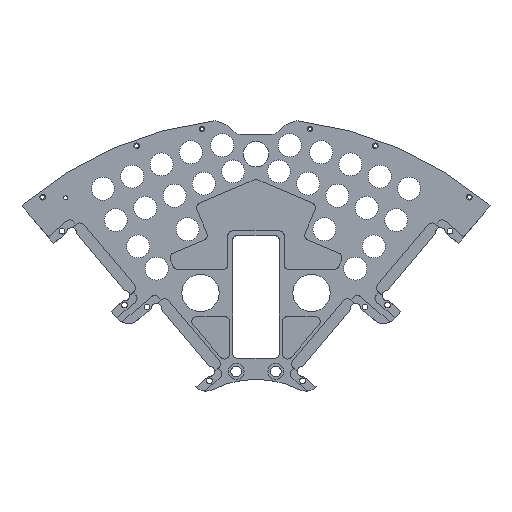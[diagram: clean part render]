
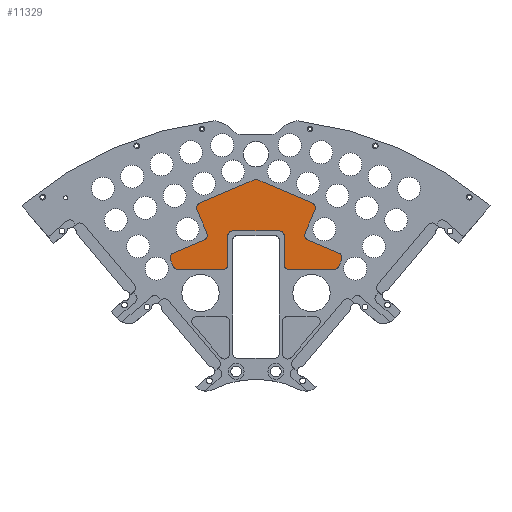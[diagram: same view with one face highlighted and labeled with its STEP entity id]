
A CAD part, top view. The second image highlights one B-rep face of the part: STEP entity #11329.
In plain terms, the highlighted planar face has unit normal (0, 0, 1).
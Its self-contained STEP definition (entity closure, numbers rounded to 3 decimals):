
#4100=DIRECTION('',(-0.92,-0.391,0.));
#4101=VECTOR('',#4100,37.276);
#4102=CARTESIAN_POINT('',(-1.242,186.229,-4.35));
#4103=LINE('',#4102,#4101);
#4104=CARTESIAN_POINT('',(0.,183.307,-4.35));
#4105=DIRECTION('',(0.,0.,1.));
#4106=DIRECTION('',(0.391,0.92,0.));
#4107=AXIS2_PLACEMENT_3D('',#4104,#4105,#4106);
#4109=DIRECTION('',(-0.92,0.391,0.));
#4110=VECTOR('',#4109,37.276);
#4111=CARTESIAN_POINT('',(35.547,171.646,-4.35));
#4112=LINE('',#4111,#4110);
#4113=CARTESIAN_POINT('',(34.305,168.724,-4.35));
#4114=DIRECTION('',(0.,0.,1.));
#4115=DIRECTION('',(0.92,-0.391,0.));
#4116=AXIS2_PLACEMENT_3D('',#4113,#4114,#4115);
#4118=DIRECTION('',(0.391,0.92,0.));
#4119=VECTOR('',#4118,16.103);
#4120=CARTESIAN_POINT('',(30.927,152.662,-4.35));
#4121=LINE('',#4120,#4119);
#4122=CARTESIAN_POINT('',(33.849,151.42,-4.35));
#4123=DIRECTION('',(0.,0.,-1.));
#4124=DIRECTION('',(-0.391,-0.92,0.));
#4125=AXIS2_PLACEMENT_3D('',#4122,#4123,#4124);
#4127=DIRECTION('',(-0.92,0.391,0.));
#4128=VECTOR('',#4127,21.315);
#4129=CARTESIAN_POINT('',(52.223,140.159,-4.35));
#4130=LINE('',#4129,#4128);
#4131=CARTESIAN_POINT('',(50.981,137.237,-4.35));
#4132=DIRECTION('',(0.,0.,1.));
#4133=DIRECTION('',(0.92,-0.391,0.));
#4134=AXIS2_PLACEMENT_3D('',#4131,#4132,#4133);
#4136=DIRECTION('',(0.391,0.92,0.));
#4137=VECTOR('',#4136,4.685);
#4138=CARTESIAN_POINT('',(52.07,131.683,-4.35));
#4139=LINE('',#4138,#4137);
#4140=CARTESIAN_POINT('',(49.148,132.925,-4.35));
#4141=DIRECTION('',(0.,0.,1.));
#4142=DIRECTION('',(0.,-1.,0.));
#4143=AXIS2_PLACEMENT_3D('',#4140,#4141,#4142);
#4145=DIRECTION('',(1.,0.,0.));
#4146=VECTOR('',#4145,28.223);
#4147=CARTESIAN_POINT('',(20.925,129.75,-4.35));
#4148=LINE('',#4147,#4146);
#4149=CARTESIAN_POINT('',(20.925,132.925,-4.35));
#4150=DIRECTION('',(0.,0.,1.));
#4151=DIRECTION('',(-1.,0.,0.));
#4152=AXIS2_PLACEMENT_3D('',#4149,#4150,#4151);
#4154=DIRECTION('',(0.,-1.,0.));
#4155=VECTOR('',#4154,18.1);
#4156=CARTESIAN_POINT('',(17.75,151.025,-4.35));
#4157=LINE('',#4156,#4155);
#4158=CARTESIAN_POINT('',(14.575,151.025,-4.35));
#4159=DIRECTION('',(0.,0.,-1.));
#4160=DIRECTION('',(0.,1.,0.));
#4161=AXIS2_PLACEMENT_3D('',#4158,#4159,#4160);
#4163=DIRECTION('',(1.,0.,0.));
#4164=VECTOR('',#4163,29.15);
#4165=CARTESIAN_POINT('',(-14.575,154.2,-4.35));
#4166=LINE('',#4165,#4164);
#4167=CARTESIAN_POINT('',(-14.575,151.025,-4.35));
#4168=DIRECTION('',(0.,0.,-1.));
#4169=DIRECTION('',(-1.,0.,0.));
#4170=AXIS2_PLACEMENT_3D('',#4167,#4168,#4169);
#4172=DIRECTION('',(0.,1.,0.));
#4173=VECTOR('',#4172,18.1);
#4174=CARTESIAN_POINT('',(-17.75,132.925,-4.35));
#4175=LINE('',#4174,#4173);
#4176=CARTESIAN_POINT('',(-20.925,132.925,-4.35));
#4177=DIRECTION('',(0.,0.,1.));
#4178=DIRECTION('',(0.,-1.,0.));
#4179=AXIS2_PLACEMENT_3D('',#4176,#4177,#4178);
#4181=DIRECTION('',(1.,0.,0.));
#4182=VECTOR('',#4181,28.223);
#4183=CARTESIAN_POINT('',(-49.148,129.75,-4.35));
#4184=LINE('',#4183,#4182);
#4185=CARTESIAN_POINT('',(-49.148,132.925,-4.35));
#4186=DIRECTION('',(0.,0.,1.));
#4187=DIRECTION('',(-0.92,-0.391,0.));
#4188=AXIS2_PLACEMENT_3D('',#4185,#4186,#4187);
#4190=DIRECTION('',(0.391,-0.92,0.));
#4191=VECTOR('',#4190,4.685);
#4192=CARTESIAN_POINT('',(-53.903,135.995,-4.35));
#4193=LINE('',#4192,#4191);
#4194=CARTESIAN_POINT('',(-50.981,137.237,-4.35));
#4195=DIRECTION('',(0.,0.,1.));
#4196=DIRECTION('',(-0.391,0.92,0.));
#4197=AXIS2_PLACEMENT_3D('',#4194,#4195,#4196);
#4199=DIRECTION('',(-0.92,-0.391,0.));
#4200=VECTOR('',#4199,21.315);
#4201=CARTESIAN_POINT('',(-32.607,148.498,-4.35));
#4202=LINE('',#4201,#4200);
#4203=CARTESIAN_POINT('',(-33.849,151.42,-4.35));
#4204=DIRECTION('',(0.,0.,-1.));
#4205=DIRECTION('',(0.92,0.391,0.));
#4206=AXIS2_PLACEMENT_3D('',#4203,#4204,#4205);
#4208=DIRECTION('',(0.391,-0.92,0.));
#4209=VECTOR('',#4208,16.103);
#4210=CARTESIAN_POINT('',(-37.227,167.482,-4.35));
#4211=LINE('',#4210,#4209);
#4212=CARTESIAN_POINT('',(-34.305,168.724,-4.35));
#4213=DIRECTION('',(0.,0.,1.));
#4214=DIRECTION('',(-0.391,0.92,0.));
#4215=AXIS2_PLACEMENT_3D('',#4212,#4213,#4214);
#5351=CARTESIAN_POINT('',(-1.242,186.229,-4.35));
#5352=CARTESIAN_POINT('',(-35.547,171.646,-4.35));
#5353=VERTEX_POINT('',#5351);
#5354=VERTEX_POINT('',#5352);
#5355=CARTESIAN_POINT('',(-37.227,167.482,-4.35));
#5356=VERTEX_POINT('',#5355);
#5357=CARTESIAN_POINT('',(-30.927,152.662,-4.35));
#5358=VERTEX_POINT('',#5357);
#5359=CARTESIAN_POINT('',(-32.607,148.498,-4.35));
#5360=VERTEX_POINT('',#5359);
#5361=CARTESIAN_POINT('',(-52.223,140.159,-4.35));
#5362=VERTEX_POINT('',#5361);
#5363=CARTESIAN_POINT('',(-53.903,135.995,-4.35));
#5364=VERTEX_POINT('',#5363);
#5365=CARTESIAN_POINT('',(-52.07,131.683,-4.35));
#5366=VERTEX_POINT('',#5365);
#5367=CARTESIAN_POINT('',(-49.148,129.75,-4.35));
#5368=VERTEX_POINT('',#5367);
#5369=CARTESIAN_POINT('',(-20.925,129.75,-4.35));
#5370=VERTEX_POINT('',#5369);
#5371=CARTESIAN_POINT('',(-17.75,132.925,-4.35));
#5372=VERTEX_POINT('',#5371);
#5373=CARTESIAN_POINT('',(-17.75,151.025,-4.35));
#5374=VERTEX_POINT('',#5373);
#5375=CARTESIAN_POINT('',(-14.575,154.2,-4.35));
#5376=VERTEX_POINT('',#5375);
#5377=CARTESIAN_POINT('',(14.575,154.2,-4.35));
#5378=VERTEX_POINT('',#5377);
#5379=CARTESIAN_POINT('',(17.75,151.025,-4.35));
#5380=VERTEX_POINT('',#5379);
#5381=CARTESIAN_POINT('',(17.75,132.925,-4.35));
#5382=VERTEX_POINT('',#5381);
#5383=CARTESIAN_POINT('',(20.925,129.75,-4.35));
#5384=VERTEX_POINT('',#5383);
#5385=CARTESIAN_POINT('',(49.148,129.75,-4.35));
#5386=VERTEX_POINT('',#5385);
#5387=CARTESIAN_POINT('',(52.07,131.683,-4.35));
#5388=VERTEX_POINT('',#5387);
#5389=CARTESIAN_POINT('',(53.903,135.995,-4.35));
#5390=VERTEX_POINT('',#5389);
#5391=CARTESIAN_POINT('',(52.223,140.159,-4.35));
#5392=VERTEX_POINT('',#5391);
#5393=CARTESIAN_POINT('',(32.607,148.498,-4.35));
#5394=VERTEX_POINT('',#5393);
#5395=CARTESIAN_POINT('',(30.927,152.662,-4.35));
#5396=VERTEX_POINT('',#5395);
#5397=CARTESIAN_POINT('',(37.227,167.482,-4.35));
#5398=VERTEX_POINT('',#5397);
#5399=CARTESIAN_POINT('',(35.547,171.646,-4.35));
#5400=VERTEX_POINT('',#5399);
#5401=CARTESIAN_POINT('',(1.242,186.229,-4.35));
#5402=VERTEX_POINT('',#5401);
#11296=CARTESIAN_POINT('',(0.,0.,-4.35));
#11297=DIRECTION('',(0.,0.,1.));
#11298=DIRECTION('',(1.,0.,0.));
#11299=AXIS2_PLACEMENT_3D('',#11296,#11297,#11298);
#11300=PLANE('',#11299);
#11301=ORIENTED_EDGE('',*,*,#10940,.F.);
#11302=ORIENTED_EDGE('',*,*,#10955,.F.);
#11303=ORIENTED_EDGE('',*,*,#10969,.F.);
#11304=ORIENTED_EDGE('',*,*,#10983,.F.);
#11305=ORIENTED_EDGE('',*,*,#10997,.F.);
#11306=ORIENTED_EDGE('',*,*,#11011,.F.);
#11307=ORIENTED_EDGE('',*,*,#11025,.F.);
#11308=ORIENTED_EDGE('',*,*,#11039,.F.);
#11309=ORIENTED_EDGE('',*,*,#11053,.F.);
#11310=ORIENTED_EDGE('',*,*,#11067,.F.);
#11311=ORIENTED_EDGE('',*,*,#11081,.F.);
#11312=ORIENTED_EDGE('',*,*,#11095,.F.);
#11313=ORIENTED_EDGE('',*,*,#11109,.F.);
#11314=ORIENTED_EDGE('',*,*,#11123,.F.);
#11315=ORIENTED_EDGE('',*,*,#11137,.F.);
#11316=ORIENTED_EDGE('',*,*,#11151,.F.);
#11317=ORIENTED_EDGE('',*,*,#11165,.F.);
#11318=ORIENTED_EDGE('',*,*,#11179,.F.);
#11319=ORIENTED_EDGE('',*,*,#11193,.F.);
#11320=ORIENTED_EDGE('',*,*,#11207,.F.);
#11321=ORIENTED_EDGE('',*,*,#11221,.F.);
#11322=ORIENTED_EDGE('',*,*,#11235,.F.);
#11323=ORIENTED_EDGE('',*,*,#11249,.F.);
#11324=ORIENTED_EDGE('',*,*,#11263,.F.);
#11325=ORIENTED_EDGE('',*,*,#11277,.F.);
#11326=ORIENTED_EDGE('',*,*,#11290,.F.);
#11327=EDGE_LOOP('',(#11301,#11302,#11303,#11304,#11305,#11306,#11307,#11308,
#11309,#11310,#11311,#11312,#11313,#11314,#11315,#11316,#11317,#11318,#11319,
#11320,#11321,#11322,#11323,#11324,#11325,#11326));
#11328=FACE_OUTER_BOUND('',#11327,.F.);
#11329=ADVANCED_FACE('',(#11328),#11300,.T.);
#4108=CIRCLE('',#4107,3.175);
#4117=CIRCLE('',#4116,3.175);
#4126=CIRCLE('',#4125,3.175);
#4135=CIRCLE('',#4134,3.175);
#4144=CIRCLE('',#4143,3.175);
#4153=CIRCLE('',#4152,3.175);
#4162=CIRCLE('',#4161,3.175);
#4171=CIRCLE('',#4170,3.175);
#4180=CIRCLE('',#4179,3.175);
#4189=CIRCLE('',#4188,3.175);
#4198=CIRCLE('',#4197,3.175);
#4207=CIRCLE('',#4206,3.175);
#4216=CIRCLE('',#4215,3.175);
#10940=EDGE_CURVE('',#5353,#5354,#4103,.T.);
#10955=EDGE_CURVE('',#5402,#5353,#4108,.T.);
#10969=EDGE_CURVE('',#5400,#5402,#4112,.T.);
#10983=EDGE_CURVE('',#5398,#5400,#4117,.T.);
#10997=EDGE_CURVE('',#5396,#5398,#4121,.T.);
#11011=EDGE_CURVE('',#5394,#5396,#4126,.T.);
#11025=EDGE_CURVE('',#5392,#5394,#4130,.T.);
#11039=EDGE_CURVE('',#5390,#5392,#4135,.T.);
#11053=EDGE_CURVE('',#5388,#5390,#4139,.T.);
#11067=EDGE_CURVE('',#5386,#5388,#4144,.T.);
#11081=EDGE_CURVE('',#5384,#5386,#4148,.T.);
#11095=EDGE_CURVE('',#5382,#5384,#4153,.T.);
#11109=EDGE_CURVE('',#5380,#5382,#4157,.T.);
#11123=EDGE_CURVE('',#5378,#5380,#4162,.T.);
#11137=EDGE_CURVE('',#5376,#5378,#4166,.T.);
#11151=EDGE_CURVE('',#5374,#5376,#4171,.T.);
#11165=EDGE_CURVE('',#5372,#5374,#4175,.T.);
#11179=EDGE_CURVE('',#5370,#5372,#4180,.T.);
#11193=EDGE_CURVE('',#5368,#5370,#4184,.T.);
#11207=EDGE_CURVE('',#5366,#5368,#4189,.T.);
#11221=EDGE_CURVE('',#5364,#5366,#4193,.T.);
#11235=EDGE_CURVE('',#5362,#5364,#4198,.T.);
#11249=EDGE_CURVE('',#5360,#5362,#4202,.T.);
#11263=EDGE_CURVE('',#5358,#5360,#4207,.T.);
#11277=EDGE_CURVE('',#5356,#5358,#4211,.T.);
#11290=EDGE_CURVE('',#5354,#5356,#4216,.T.);
